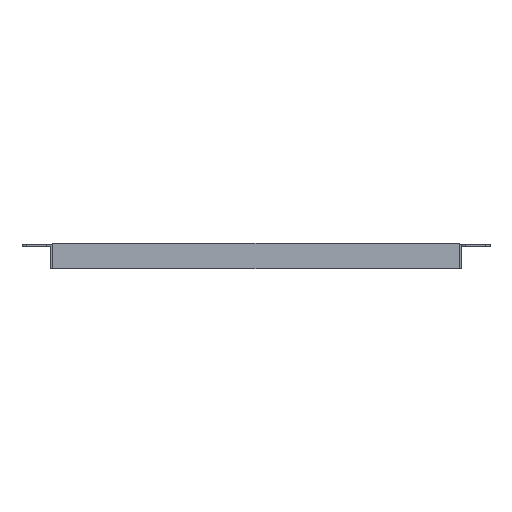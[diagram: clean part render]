
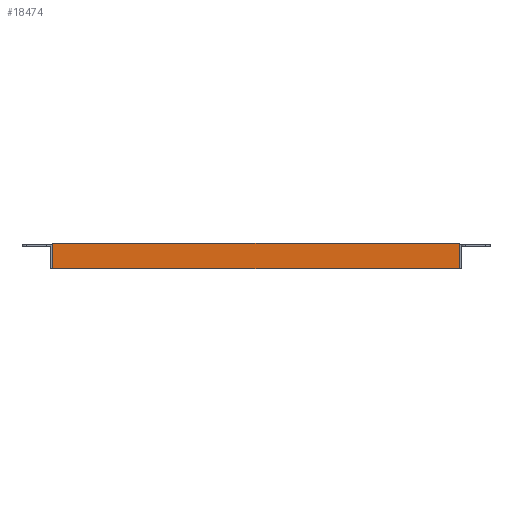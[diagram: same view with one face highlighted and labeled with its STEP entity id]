
A CAD part, front view. The second image highlights one B-rep face of the part: STEP entity #18474.
In plain terms, the highlighted planar face has unit normal (0, -1, 0).
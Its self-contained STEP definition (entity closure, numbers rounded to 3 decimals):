
#2282 = EDGE_CURVE ( 'NONE', #36522, #38496, #5825, .T. ) ;
#4210 = CARTESIAN_POINT ( 'NONE',  ( 247.998, -28., 31. ) ) ;
#5254 = EDGE_CURVE ( 'NONE', #22006, #38496, #11330, .T. ) ;
#5476 = LINE ( 'NONE', #33021, #35528 ) ;
#5825 = LINE ( 'NONE', #25699, #39497 ) ;
#8307 = CARTESIAN_POINT ( 'NONE',  ( -247.998, -28., 31. ) ) ;
#9342 = FACE_OUTER_BOUND ( 'NONE', #27821, .T. ) ;
#9928 = VERTEX_POINT ( 'NONE', #43197 ) ;
#10023 = VECTOR ( 'NONE', #18397, 1000. ) ;
#10045 = VECTOR ( 'NONE', #23032, 1000. ) ;
#11330 = LINE ( 'NONE', #38870, #10045 ) ;
#13939 = EDGE_CURVE ( 'NONE', #36522, #9928, #5476, .T. ) ;
#16558 = DIRECTION ( 'NONE',  ( -1., 0., 0. ) ) ;
#18397 = DIRECTION ( 'NONE',  ( -1., 0., 0. ) ) ;
#18474 = ADVANCED_FACE ( 'NONE', ( #9342 ), #29448, .T. ) ;
#22006 = VERTEX_POINT ( 'NONE', #29159 ) ;
#22902 = AXIS2_PLACEMENT_3D ( 'NONE', #43203, #26054, #16558 ) ;
#23032 = DIRECTION ( 'NONE',  ( 0., 0., 1. ) ) ;
#25699 = CARTESIAN_POINT ( 'NONE',  ( 0., -28., 31. ) ) ;
#26054 = DIRECTION ( 'NONE',  ( 0., -1., 0. ) ) ;
#26143 = DIRECTION ( 'NONE',  ( 1., 0., 0. ) ) ;
#26574 = ORIENTED_EDGE ( 'NONE', *, *, #2282, .F. ) ;
#26649 = EDGE_CURVE ( 'NONE', #22006, #9928, #39388, .T. ) ;
#27821 = EDGE_LOOP ( 'NONE', ( #31477, #26574, #36062, #36632 ) ) ;
#29159 = CARTESIAN_POINT ( 'NONE',  ( 247.998, -28., 0. ) ) ;
#29448 = PLANE ( 'NONE',  #22902 ) ;
#31477 = ORIENTED_EDGE ( 'NONE', *, *, #5254, .T. ) ;
#33021 = CARTESIAN_POINT ( 'NONE',  ( -247.998, -28., 0. ) ) ;
#35528 = VECTOR ( 'NONE', #43181, 1000. ) ;
#36062 = ORIENTED_EDGE ( 'NONE', *, *, #13939, .T. ) ;
#36522 = VERTEX_POINT ( 'NONE', #8307 ) ;
#36632 = ORIENTED_EDGE ( 'NONE', *, *, #26649, .F. ) ;
#38496 = VERTEX_POINT ( 'NONE', #4210 ) ;
#38870 = CARTESIAN_POINT ( 'NONE',  ( 247.998, -28., 0. ) ) ;
#38956 = CARTESIAN_POINT ( 'NONE',  ( 0., -28., 0. ) ) ;
#39388 = LINE ( 'NONE', #38956, #10023 ) ;
#39497 = VECTOR ( 'NONE', #26143, 1000. ) ;
#43181 = DIRECTION ( 'NONE',  ( 0., 0., -1. ) ) ;
#43197 = CARTESIAN_POINT ( 'NONE',  ( -247.998, -28., 0. ) ) ;
#43203 = CARTESIAN_POINT ( 'NONE',  ( 0., -28., 0. ) ) ;
